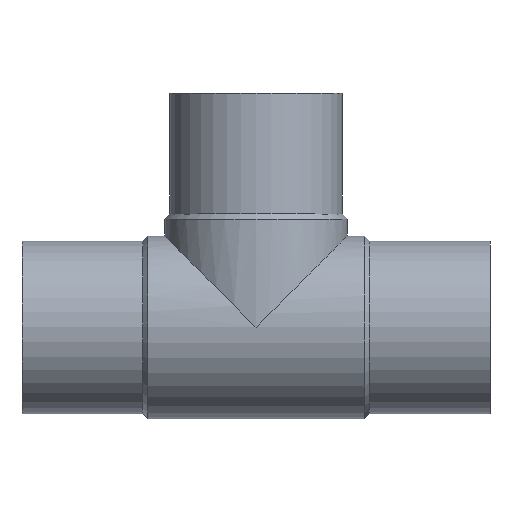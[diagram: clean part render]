
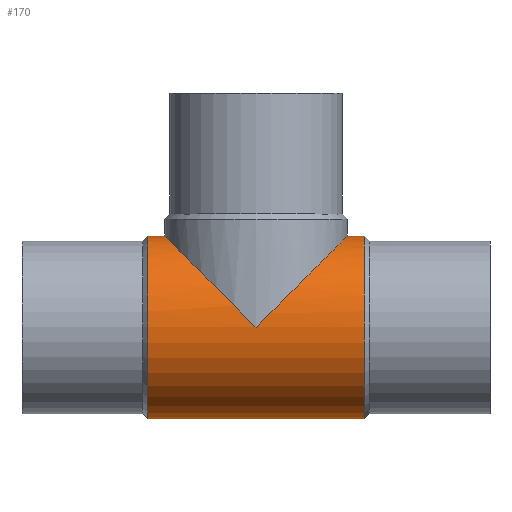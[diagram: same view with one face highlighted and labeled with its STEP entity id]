
A CAD part, top view. The second image highlights one B-rep face of the part: STEP entity #170.
In plain terms, the highlighted cylindrical face has radius 74.15 mm (diameter 148.3 mm), a partial arc.
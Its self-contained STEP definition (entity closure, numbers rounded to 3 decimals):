
#170 = ADVANCED_FACE( '', ( #413 ), #414, .T. );
#178 = VERTEX_POINT( '', #422 );
#190 = VERTEX_POINT( '', #435 );
#202 = EDGE_CURVE( '', #190, #248, #448, .T. );
#240 = VERTEX_POINT( '', #493 );
#248 = VERTEX_POINT( '', #501 );
#260 = EDGE_CURVE( '', #316, #342, #514, .T. );
#268 = EDGE_CURVE( '', #342, #248, #523, .T. );
#296 = EDGE_CURVE( '', #240, #356, #554, .T. );
#316 = VERTEX_POINT( '', #577 );
#328 = EDGE_CURVE( '', #356, #178, #590, .T. );
#342 = VERTEX_POINT( '', #605 );
#350 = EDGE_CURVE( '', #190, #240, #615, .T. );
#352 = EDGE_CURVE( '', #178, #316, #617, .T. );
#356 = VERTEX_POINT( '', #622 );
#413 = FACE_OUTER_BOUND( '', #680, .T. );
#414 = CYLINDRICAL_SURFACE( '', #681, 74.15 );
#422 = CARTESIAN_POINT( '', ( -115.85, 74.15, 0. ) );
#435 = CARTESIAN_POINT( '', ( -277.85, -74.15, 0. ) );
#448 = CIRCLE( '', #727, 74.15 );
#493 = CARTESIAN_POINT( '', ( -102.15, -74.15, 0. ) );
#501 = CARTESIAN_POINT( '', ( -277.85, 74.15, 0. ) );
#514 = ELLIPSE( '', #814, 104.864, 74.15 );
#523 = LINE( '', #825, #826 );
#554 = CIRCLE( '', #870, 74.15 );
#577 = CARTESIAN_POINT( '', ( -190., 0., 74.15 ) );
#590 = LINE( '', #916, #917 );
#605 = CARTESIAN_POINT( '', ( -264.15, 74.15, 0. ) );
#615 = LINE( '', #947, #948 );
#617 = ELLIPSE( '', #951, 104.864, 74.15 );
#622 = CARTESIAN_POINT( '', ( -102.15, 74.15, 0. ) );
#680 = EDGE_LOOP( '', ( #1003, #1004, #1005, #1006, #1007, #1008, #1009 ) );
#681 = AXIS2_PLACEMENT_3D( '', #1010, #1011, #1012 );
#727 = AXIS2_PLACEMENT_3D( '', #1047, #1048, #1049 );
#814 = AXIS2_PLACEMENT_3D( '', #1135, #1136, #1137 );
#825 = CARTESIAN_POINT( '', ( -190., 74.15, 0. ) );
#826 = VECTOR( '', #1149, 1. );
#870 = AXIS2_PLACEMENT_3D( '', #1193, #1194, #1195 );
#916 = CARTESIAN_POINT( '', ( -190., 74.15, 0. ) );
#917 = VECTOR( '', #1243, 1. );
#947 = CARTESIAN_POINT( '', ( -190., -74.15, 0. ) );
#948 = VECTOR( '', #1267, 1. );
#951 = AXIS2_PLACEMENT_3D( '', #1268, #1269, #1270 );
#1003 = ORIENTED_EDGE( '', *, *, #328, .T. );
#1004 = ORIENTED_EDGE( '', *, *, #352, .T. );
#1005 = ORIENTED_EDGE( '', *, *, #260, .T. );
#1006 = ORIENTED_EDGE( '', *, *, #268, .T. );
#1007 = ORIENTED_EDGE( '', *, *, #202, .F. );
#1008 = ORIENTED_EDGE( '', *, *, #350, .T. );
#1009 = ORIENTED_EDGE( '', *, *, #296, .T. );
#1010 = CARTESIAN_POINT( '', ( -190., 0., 0. ) );
#1011 = DIRECTION( '', ( 1., 0., 0. ) );
#1012 = DIRECTION( '', ( 0., 1., 0. ) );
#1047 = CARTESIAN_POINT( '', ( -277.85, 0., 0. ) );
#1048 = DIRECTION( '', ( -1., 0., 0. ) );
#1049 = DIRECTION( '', ( 0., 1., 0. ) );
#1135 = CARTESIAN_POINT( '', ( -190., 0., 0. ) );
#1136 = DIRECTION( '', ( -0.707, -0.707, 0. ) );
#1137 = DIRECTION( '', ( 0.707, -0.707, 0. ) );
#1149 = DIRECTION( '', ( -1., 0., 0. ) );
#1193 = CARTESIAN_POINT( '', ( -102.15, 0., 0. ) );
#1194 = DIRECTION( '', ( -1., 0., 0. ) );
#1195 = DIRECTION( '', ( 0., 1., 0. ) );
#1243 = DIRECTION( '', ( -1., 0., 0. ) );
#1267 = DIRECTION( '', ( 1., 0., 0. ) );
#1268 = CARTESIAN_POINT( '', ( -190., 0., 0. ) );
#1269 = DIRECTION( '', ( 0.707, -0.707, 0. ) );
#1270 = DIRECTION( '', ( 0.707, 0.707, 0. ) );
